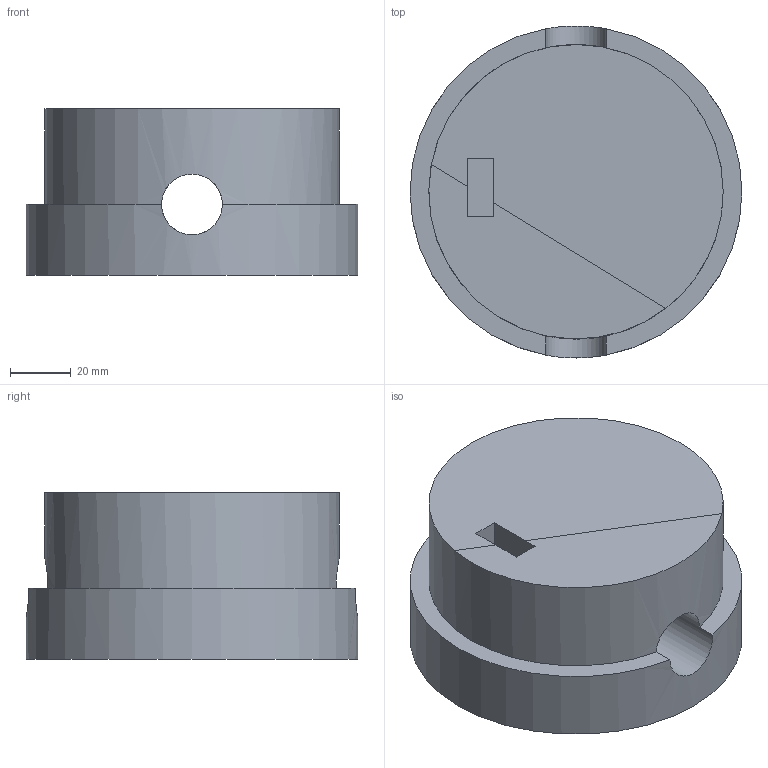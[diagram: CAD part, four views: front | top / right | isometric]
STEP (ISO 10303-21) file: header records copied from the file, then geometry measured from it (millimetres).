
FILE_DESCRIPTION( ('This file contains a STEP AP42 implementation' ,'as created by ZW3D STEP Interface translator.') ,'2;1' );
FILE_NAME( 'hole002.stp' ,'241024.174312', (''), ('ZWCAD Software Co.'), 'Version 1.0', 'ZW3D to STEP translator', '' );
FILE_SCHEMA(('AUTOMOTIVE_DESIGN { 1 0 10303 214 1 1 1 1 }'));
Length unit declared in the file: millimetre
Products named in the file (2): 0; 錨璃007
Bounding box: 109.37 x 109.37 x 54.78 mm (x, y, z)
Volume: 417637.5 mm3; surface area: 42484.4 mm2
Topology: 1 solids, 1 shells, 13 faces, 37 edges, 24 vertices
Faces by surface type: plane 10, cylinder 3
Full cylindrical faces by diameter (mm): 20 x1, 97.005 x1, 109.372 x1
Entity records: 508 total; most frequent: CARTESIAN_POINT 119, ORIENTED_EDGE 74, DIRECTION 71, EDGE_CURVE 37, AXIS2_PLACEMENT_3D 24, VERTEX_POINT 24, VECTOR 23, LINE 23
